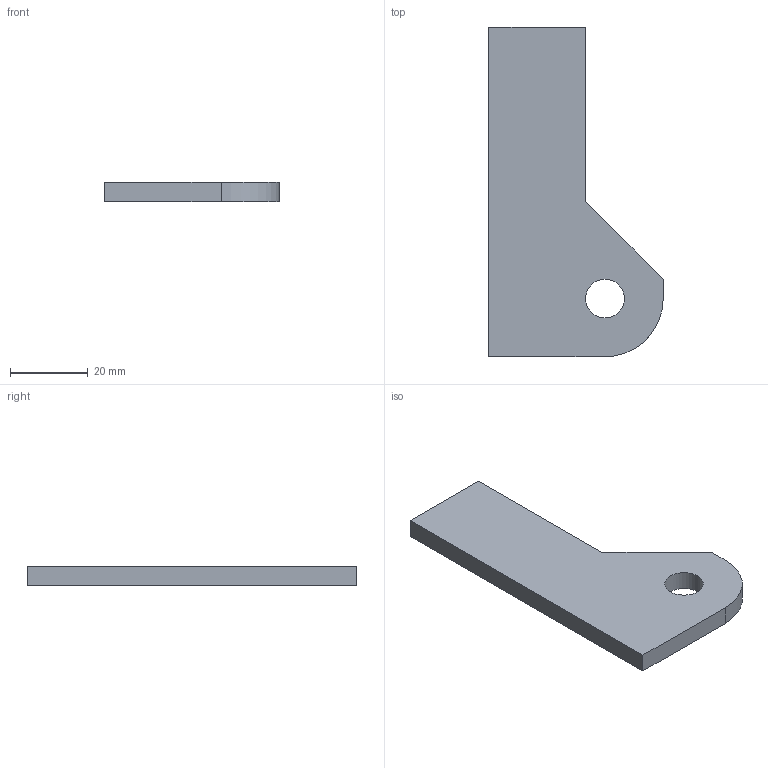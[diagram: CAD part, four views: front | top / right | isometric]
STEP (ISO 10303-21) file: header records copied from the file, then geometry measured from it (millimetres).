
FILE_DESCRIPTION(/* description */ (''),/* implementation_level */ '2;1');
FILE_NAME(/* name */ 'Fusee-AV-direction.step',/* time_stamp */ '2022-08-17T09:23:06+02:00',/* author */ (''),/* organization */ (''),/* preprocessor_version */ 'ST-DEVELOPER v19',/* originating_system */ 'Autodesk Translation Framework v11.7.0.108',/* authorisation */ '');
FILE_SCHEMA (('AUTOMOTIVE_DESIGN { 1 0 10303 214 3 1 1 }'));
Length unit declared in the file: millimetre
Products named in the file (1): FusionComponent
Bounding box: 45 x 85 x 5 mm (x, y, z)
Volume: 12990.9 mm3; surface area: 6562.7 mm2
Topology: 1 solids, 1 shells, 10 faces, 24 edges, 16 vertices
Faces by surface type: plane 8, cylinder 2
Full cylindrical faces by diameter (mm): 10 x1
Entity records: 336 total; most frequent: CARTESIAN_POINT 51, DIRECTION 50, ORIENTED_EDGE 48, EDGE_CURVE 24, LINE 20, VECTOR 20, VERTEX_POINT 16, AXIS2_PLACEMENT_3D 15
